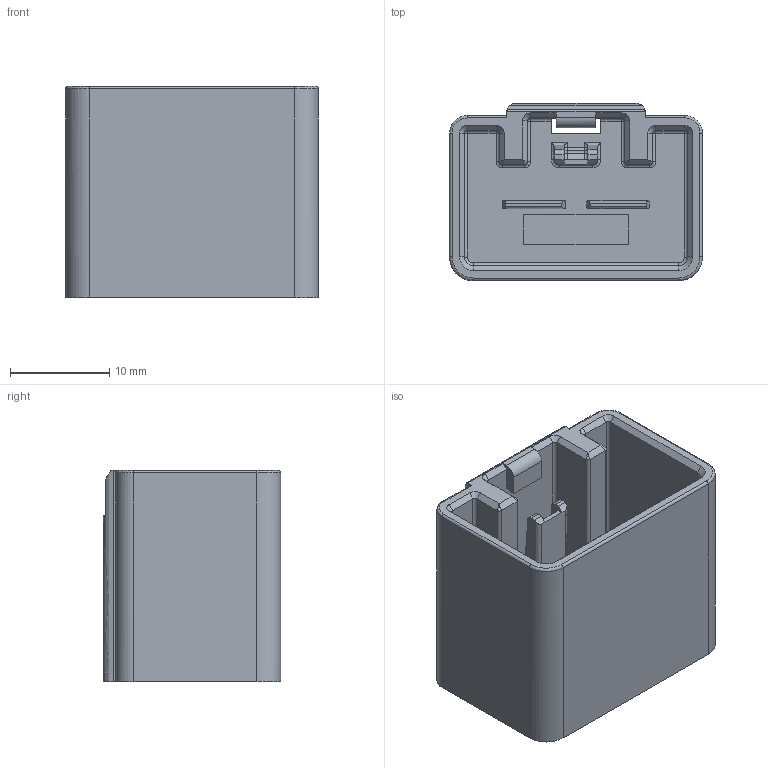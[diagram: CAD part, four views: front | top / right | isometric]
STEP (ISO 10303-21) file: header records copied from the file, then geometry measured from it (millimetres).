
FILE_DESCRIPTION((''),'2;1');
FILE_NAME('2P_INTERFACE_KEY-A_630-U-002-1-Z01.stp', '2015-11-24T10:55:46',('User'),('SDRC'),'I-DEAS Master Series 9','UNIX', 'Yes');
FILE_SCHEMA(('CONFIG_CONTROL_DESIGN', 'GEOMETRIC_VALIDATION_PROPERTIES_MIM','SHAPE_APPEARANCE_LAYER_MIM'));
Length unit declared in the file: millimetre
Bounding box: 25.5 x 17.9 x 21.3 mm (x, y, z)
Volume: 3944.3 mm3; surface area: 4627.9 mm2
Topology: 1 solids, 1 shells, 179 faces, 443 edges, 258 vertices
Faces by surface type: bspline 179
Entity records: 5155 total; most frequent: CARTESIAN_POINT 2535, ORIENTED_EDGE 862, EDGE_CURVE 431, VERTEX_POINT 258, B_SPLINE_CURVE_WITH_KNOTS 238, EDGE_LOOP 185, FACE_OUTER_BOUND 179, ADVANCED_FACE 179
